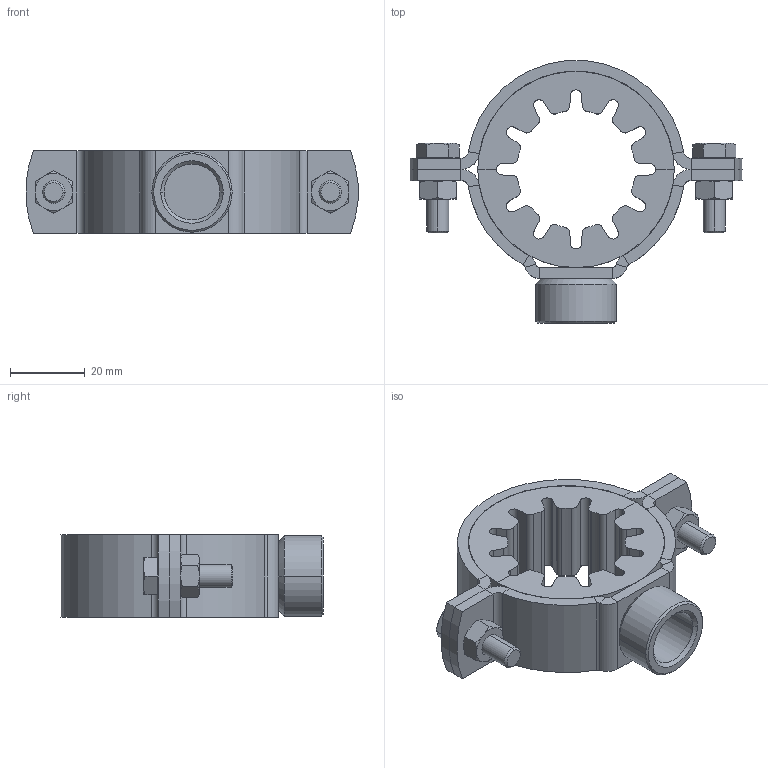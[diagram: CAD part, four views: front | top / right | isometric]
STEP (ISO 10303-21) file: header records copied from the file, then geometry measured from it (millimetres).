
FILE_DESCRIPTION (( 'STEP AP214' ), '1' );
FILE_NAME ('51.823K.STEP', '2024-03-25T13:36:25', ( '' ), ( '' ), 'SwSTEP 2.0', 'SolidWorks 2023', '' );
FILE_SCHEMA (( 'AUTOMOTIVE_DESIGN' ));
Length unit declared in the file: millimetre
Products named in the file (1): 51.823K
Bounding box: 88.83 x 70.3 x 22 mm (x, y, z)
Surface area: 21421.9 mm2 (no closed solid volume)
Topology: 0 solids, 13 shells, 232 faces, 602 edges, 374 vertices
Faces by surface type: cylinder 95, plane 95, cone 42
Entity records: 7194 total; most frequent: CARTESIAN_POINT 1507, DIRECTION 1260, ORIENTED_EDGE 1102, EDGE_CURVE 602, AXIS2_PLACEMENT_3D 483, VERTEX_POINT 374, VECTOR 294, LINE 294
